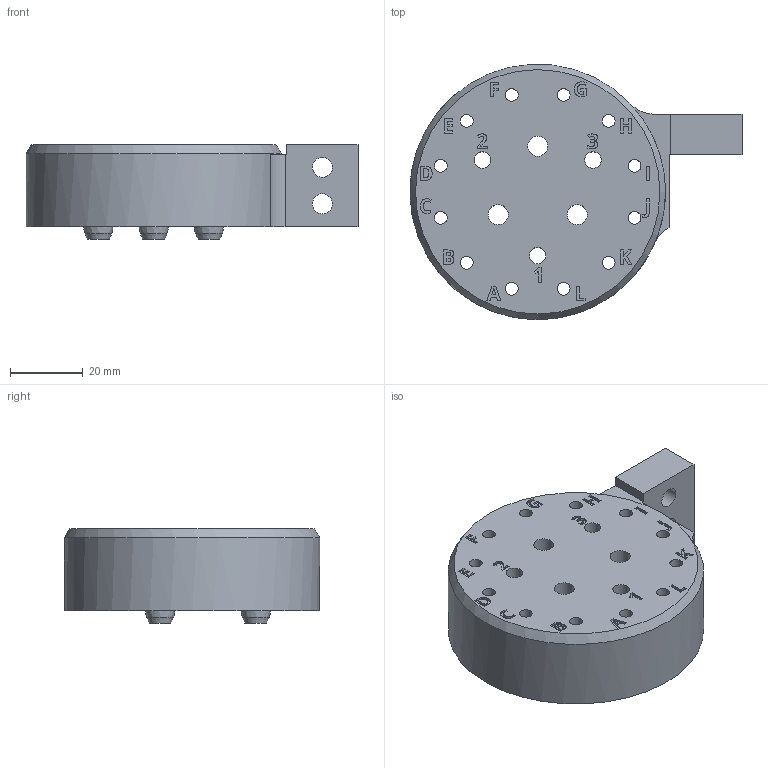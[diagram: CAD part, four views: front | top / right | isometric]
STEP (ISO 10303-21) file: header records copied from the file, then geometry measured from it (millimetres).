
FILE_DESCRIPTION( ( '' ), ' ' );
FILE_NAME( '5a1ffd5bd332ba1027f09bae.step', '2017-11-30T12:45:16', ( '' ), ( '' ), ' ', ' ', ' ' );
FILE_SCHEMA( ( 'AUTOMOTIVE_DESIGN { 1 0 10303 214 1 1 1 1 }' ) );
Length unit declared in the file: metre
Products named in the file (1): UTM
Bounding box: 91 x 69.96 x 26 mm (x, y, z)
Volume: 67334.9 mm3; surface area: 22166.7 mm2
Topology: 1 solids, 1 shells, 307 faces, 838 edges, 571 vertices
Faces by surface type: plane 164, extrusion 94, cylinder 26, cone 20, bspline 3
Full cylindrical faces by diameter (mm): 3.5 x12, 4.5 x3, 5.5 x5, 8 x3, 70 x1
Entity records: 11809 total; most frequent: CARTESIAN_POINT 2225, ORIENTED_EDGE 1492, DIRECTION 1166, EDGE_CURVE 746, VECTOR 560, VERTEX_POINT 526, LINE 466, EDGE_LOOP 432
